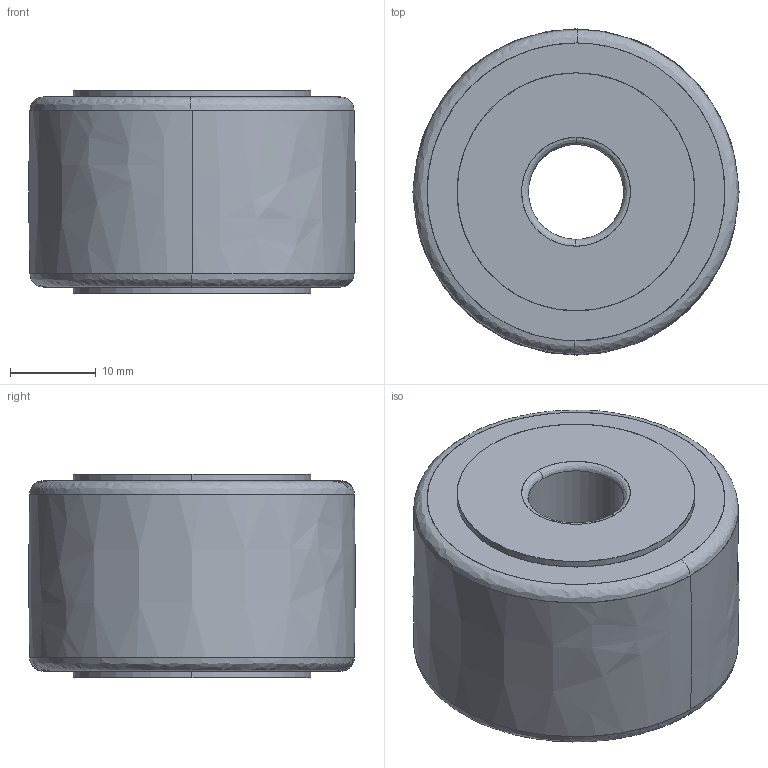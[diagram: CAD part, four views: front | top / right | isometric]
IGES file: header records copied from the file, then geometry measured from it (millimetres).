
Start section: SolidWorks IGES file using analytic representation for surfaces
Global section: file name: BCDEFAU06191423595891.igs; native system: SolidWorks 2015; preprocessor: SolidWorks 2015; author: partstream; date: 150619.142405; units: millimetre
Bounding box: 38.08 x 38.08 x 23.81 mm (x, y, z)
Surface area: 5520.8 mm2 (no closed solid volume)
Topology: 0 solids, 0 shells, 24 faces, 565 edges, 566 vertices
Faces by surface type: bspline 16, revolution 8
